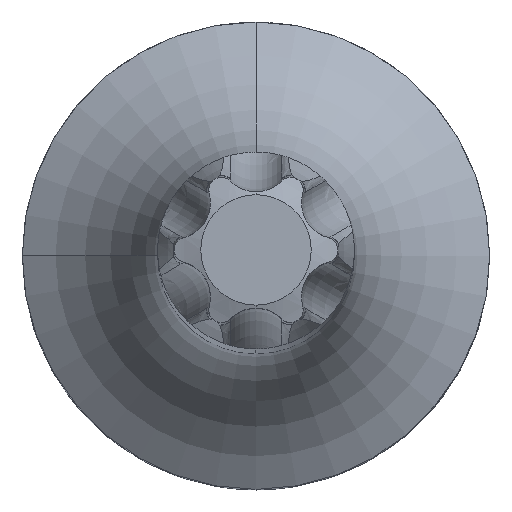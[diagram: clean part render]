
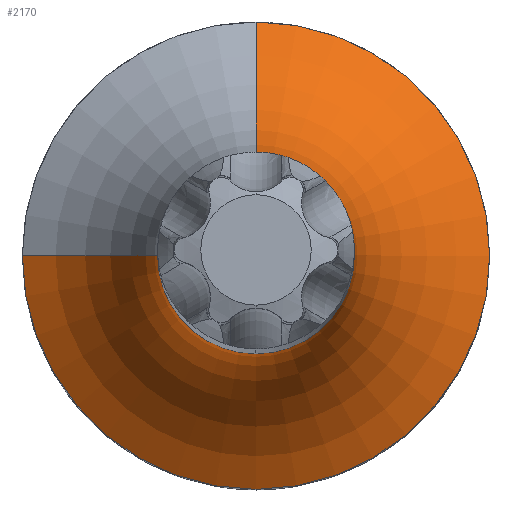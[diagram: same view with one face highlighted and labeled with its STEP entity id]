
A CAD part, top view. The second image highlights one B-rep face of the part: STEP entity #2170.
In plain terms, the highlighted toroidal (fillet/blend) face has major radius 14 mm and minor radius 10 mm.
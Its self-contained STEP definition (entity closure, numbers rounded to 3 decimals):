
#165=CARTESIAN_POINT('',(0.,0.,15.5));
#166=DIRECTION('',(0.,0.,1.));
#167=DIRECTION('',(1.,0.,0.));
#168=AXIS2_PLACEMENT_3D('',#165,#166,#167);
#358=CARTESIAN_POINT('',(0.,0.,24.43));
#359=DIRECTION('',(0.,0.,1.));
#360=DIRECTION('',(0.,-1.,0.));
#361=AXIS2_PLACEMENT_3D('',#358,#359,#360);
#363=CARTESIAN_POINT('',(0.,0.,15.5));
#364=DIRECTION('',(0.,0.,-1.));
#365=DIRECTION('',(1.,0.,0.));
#366=AXIS2_PLACEMENT_3D('',#363,#364,#365);
#368=CARTESIAN_POINT('',(-14.,0.,24.43));
#369=DIRECTION('',(0.,-1.,0.));
#370=DIRECTION('',(0.45,0.,-0.893));
#371=AXIS2_PLACEMENT_3D('',#368,#369,#370);
#599=CARTESIAN_POINT('',(0.,0.,24.43));
#600=DIRECTION('',(0.,0.,1.));
#601=DIRECTION('',(-1.,0.,0.));
#602=AXIS2_PLACEMENT_3D('',#599,#600,#601);
#1490=CARTESIAN_POINT('',(0.,14.,24.43));
#1491=DIRECTION('',(-1.,0.,0.));
#1492=DIRECTION('',(0.,-0.45,-0.893));
#1493=AXIS2_PLACEMENT_3D('',#1490,#1491,#1492);
#1772=CARTESIAN_POINT('',(9.5,0.,15.5));
#1773=CARTESIAN_POINT('',(0.,9.5,15.5));
#1774=VERTEX_POINT('',#1772);
#1775=VERTEX_POINT('',#1773);
#1776=CARTESIAN_POINT('',(-9.5,0.,15.5));
#1777=VERTEX_POINT('',#1776);
#1778=CARTESIAN_POINT('',(0.,4.,24.43));
#1779=CARTESIAN_POINT('',(-4.,0.,24.43));
#1780=VERTEX_POINT('',#1778);
#1781=VERTEX_POINT('',#1779);
#1782=CARTESIAN_POINT('',(0.,-4.,24.43));
#1783=VERTEX_POINT('',#1782);
#2153=CARTESIAN_POINT('',(0.,0.,24.43));
#2154=DIRECTION('',(0.,0.,1.));
#2155=DIRECTION('',(-0.059,-0.998,0.));
#2156=AXIS2_PLACEMENT_3D('',#2153,#2154,#2155);
#2157=TOROIDAL_SURFACE('',#2156,14.,10.);
#2159=ORIENTED_EDGE('',*,*,#2158,.T.);
#2161=ORIENTED_EDGE('',*,*,#2160,.F.);
#2162=ORIENTED_EDGE('',*,*,#1996,.F.);
#2163=ORIENTED_EDGE('',*,*,#2105,.T.);
#2165=ORIENTED_EDGE('',*,*,#2164,.T.);
#2167=ORIENTED_EDGE('',*,*,#2166,.T.);
#2168=EDGE_LOOP('',(#2159,#2161,#2162,#2163,#2165,#2167));
#2169=FACE_OUTER_BOUND('',#2168,.F.);
#2170=ADVANCED_FACE('',(#2169),#2157,.F.);
#169=CIRCLE('',#168,9.5);
#362=CIRCLE('',#361,4.);
#367=CIRCLE('',#366,9.5);
#372=CIRCLE('',#371,10.);
#603=CIRCLE('',#602,4.);
#1494=CIRCLE('',#1493,10.);
#1996=EDGE_CURVE('',#1774,#1775,#169,.T.);
#2105=EDGE_CURVE('',#1774,#1777,#367,.T.);
#2158=EDGE_CURVE('',#1783,#1780,#362,.T.);
#2160=EDGE_CURVE('',#1775,#1780,#1494,.T.);
#2164=EDGE_CURVE('',#1777,#1781,#372,.T.);
#2166=EDGE_CURVE('',#1781,#1783,#603,.T.);
